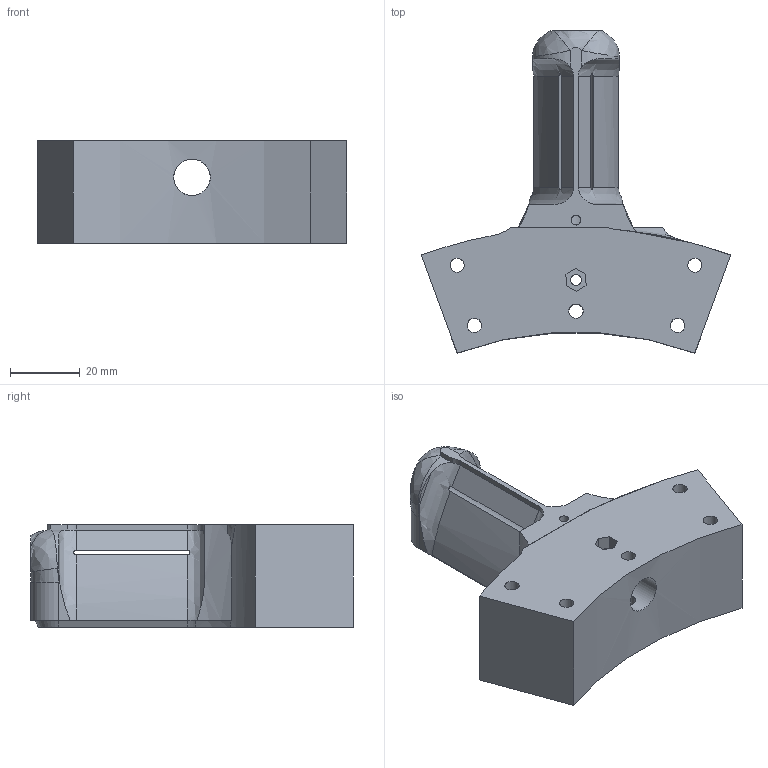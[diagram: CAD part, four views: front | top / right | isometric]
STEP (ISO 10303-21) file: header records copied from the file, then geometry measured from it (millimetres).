
FILE_DESCRIPTION(/* description */ (''),/* implementation_level */ '2;1');
FILE_NAME(/* name */ 'carbon_moubts v1.step',/* time_stamp */ '2026-01-23T10:53:29+05:00',/* author */ (''),/* organization */ (''),/* preprocessor_version */ 'ST-DEVELOPER v20.1',/* originating_system */ 'Autodesk Translation Framework v14.24.0.0',/* authorisation */ '');
FILE_SCHEMA (('AUTOMOTIVE_DESIGN { 1 0 10303 214 3 1 1 }'));
Length unit declared in the file: millimetre
Products named in the file (1): carbon_moubts
Bounding box: 88.93 x 92.68 x 29.54 mm (x, y, z)
Volume: 88265.6 mm3; surface area: 22314.9 mm2
Topology: 1 solids, 1 shells, 95 faces, 265 edges, 169 vertices
Faces by surface type: plane 35, bspline 30, cylinder 26, cone 4
Full cylindrical faces by diameter (mm): 2.8 x1, 3.2 x2, 4.1 x6, 6 x1, 6.7 x1, 10 x1, 10.5 x1, 15 x1
Entity records: 6275 total; most frequent: CARTESIAN_POINT 3979, ORIENTED_EDGE 522, DIRECTION 384, EDGE_CURVE 261, VERTEX_POINT 169, AXIS2_PLACEMENT_3D 138, EDGE_LOOP 122, LINE 108
